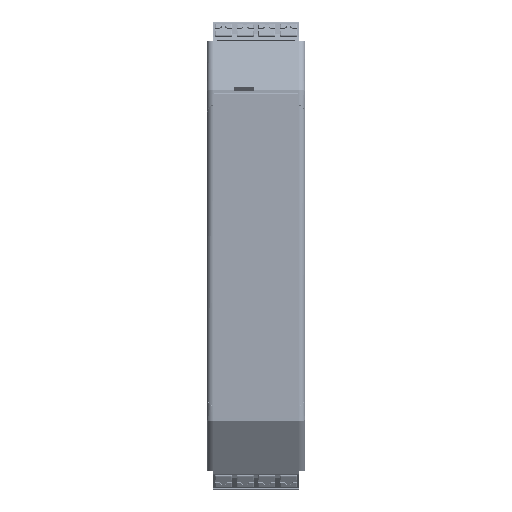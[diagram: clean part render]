
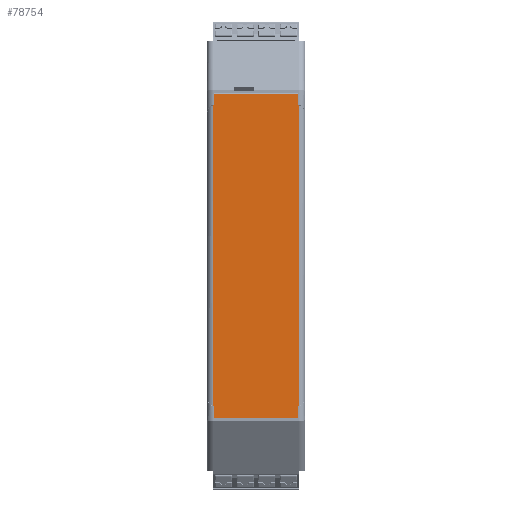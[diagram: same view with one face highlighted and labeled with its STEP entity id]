
A CAD part, top view. The second image highlights one B-rep face of the part: STEP entity #78754.
In plain terms, the highlighted face is planar.
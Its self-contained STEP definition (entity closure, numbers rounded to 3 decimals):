
#4920=VERTEX_POINT('',#110822);
#4921=VERTEX_POINT('',#110824);
#4939=VERTEX_POINT('',#110863);
#4945=VERTEX_POINT('',#110875);
#4952=VERTEX_POINT('',#110902);
#4954=VERTEX_POINT('',#110908);
#4960=VERTEX_POINT('',#110923);
#4961=VERTEX_POINT('',#110924);
#4962=VERTEX_POINT('',#110926);
#4963=VERTEX_POINT('',#110928);
#4964=VERTEX_POINT('',#110930);
#4965=VERTEX_POINT('',#110932);
#13332=VECTOR('',#90956,1.);
#13351=VECTOR('',#90988,1.);
#13362=VECTOR('',#91012,1.);
#13364=VECTOR('',#91018,1.);
#13369=VECTOR('',#91029,1.);
#13370=VECTOR('',#91030,1.);
#13371=VECTOR('',#91031,1.);
#13372=VECTOR('',#91032,1.);
#13373=VECTOR('',#91033,1.);
#13374=VECTOR('',#91034,1.);
#13375=VECTOR('',#91035,1.);
#13376=VECTOR('',#91036,1.);
#23587=LINE('',#110823,#13332);
#23606=LINE('',#110876,#13351);
#23617=LINE('',#110901,#13362);
#23619=LINE('',#110907,#13364);
#23624=LINE('',#110922,#13369);
#23625=LINE('',#110925,#13370);
#23626=LINE('',#110927,#13371);
#23627=LINE('',#110929,#13372);
#23628=LINE('',#110931,#13373);
#23629=LINE('',#110933,#13374);
#23630=LINE('',#110934,#13375);
#23631=LINE('',#110935,#13376);
#34094=EDGE_CURVE('',#4921,#4920,#23587,.T.);
#34119=EDGE_CURVE('',#4945,#4939,#23606,.T.);
#34133=EDGE_CURVE('',#4952,#4939,#23617,.T.);
#34136=EDGE_CURVE('',#4954,#4921,#23619,.T.);
#34143=EDGE_CURVE('',#4960,#4961,#23624,.T.);
#34144=EDGE_CURVE('',#4962,#4961,#23625,.T.);
#34145=EDGE_CURVE('',#4962,#4963,#23626,.T.);
#34146=EDGE_CURVE('',#4964,#4963,#23627,.T.);
#34147=EDGE_CURVE('',#4964,#4965,#23628,.T.);
#34148=EDGE_CURVE('',#4952,#4965,#23629,.T.);
#34149=EDGE_CURVE('',#4945,#4954,#23630,.T.);
#34150=EDGE_CURVE('',#4920,#4960,#23631,.T.);
#48375=ORIENTED_EDGE('',*,*,#34143,.T.);
#48376=ORIENTED_EDGE('',*,*,#34144,.F.);
#48377=ORIENTED_EDGE('',*,*,#34145,.T.);
#48378=ORIENTED_EDGE('',*,*,#34146,.F.);
#48379=ORIENTED_EDGE('',*,*,#34147,.T.);
#48380=ORIENTED_EDGE('',*,*,#34148,.F.);
#48381=ORIENTED_EDGE('',*,*,#34133,.T.);
#48382=ORIENTED_EDGE('',*,*,#34119,.F.);
#48383=ORIENTED_EDGE('',*,*,#34149,.T.);
#48384=ORIENTED_EDGE('',*,*,#34136,.T.);
#48385=ORIENTED_EDGE('',*,*,#34094,.T.);
#48386=ORIENTED_EDGE('',*,*,#34150,.T.);
#69256=EDGE_LOOP('',(#48375,#48376,#48377,#48378,#48379,#48380,#48381,#48382,
#48383,#48384,#48385,#48386));
#74016=FACE_BOUND('',#69256,.T.);
#78754=ADVANCED_FACE('',(#74016),#132433,.T.);
#83259=AXIS2_PLACEMENT_3D('',#110921,#91028,$);
#90956=DIRECTION('',(0.,0.,-1.));
#90988=DIRECTION('',(-1.,0.,0.));
#91012=DIRECTION('',(0.,0.,1.));
#91018=DIRECTION('',(1.,0.,0.));
#91028=DIRECTION('',(0.,1.,0.));
#91029=DIRECTION('',(0.,0.,-1.));
#91030=DIRECTION('',(1.,0.,0.));
#91031=DIRECTION('',(0.,0.,-1.));
#91032=DIRECTION('',(1.,0.,0.));
#91033=DIRECTION('',(0.,0.,1.));
#91034=DIRECTION('',(1.,0.,0.));
#91035=DIRECTION('',(0.,0.,1.));
#91036=DIRECTION('',(1.,0.,0.));
#110822=CARTESIAN_POINT('',(34.6,114.5,7.15));
#110823=CARTESIAN_POINT('',(34.6,114.5,8.8));
#110824=CARTESIAN_POINT('',(34.6,114.5,7.3));
#110863=CARTESIAN_POINT('',(-37.2,114.5,7.15));
#110875=CARTESIAN_POINT('',(-34.6,114.5,7.15));
#110876=CARTESIAN_POINT('',(-32.78,114.5,7.15));
#110901=CARTESIAN_POINT('',(-37.2,114.5,-7.25));
#110902=CARTESIAN_POINT('',(-37.2,114.5,-12.15));
#110907=CARTESIAN_POINT('',(-32.78,114.5,7.3));
#110908=CARTESIAN_POINT('',(-34.6,114.5,7.3));
#110921=CARTESIAN_POINT('',(-37.2,114.5,-10.772));
#110922=CARTESIAN_POINT('',(37.5,114.5,8.8));
#110923=CARTESIAN_POINT('',(37.5,114.5,7.15));
#110924=CARTESIAN_POINT('',(37.5,114.5,-12.15));
#110925=CARTESIAN_POINT('',(-32.78,114.5,-12.15));
#110926=CARTESIAN_POINT('',(34.6,114.5,-12.15));
#110927=CARTESIAN_POINT('',(34.6,114.5,8.8));
#110928=CARTESIAN_POINT('',(34.6,114.5,-12.3));
#110929=CARTESIAN_POINT('',(-32.78,114.5,-12.3));
#110930=CARTESIAN_POINT('',(-34.6,114.5,-12.3));
#110931=CARTESIAN_POINT('',(-34.6,114.5,8.8));
#110932=CARTESIAN_POINT('',(-34.6,114.5,-12.15));
#110933=CARTESIAN_POINT('',(-32.78,114.5,-12.15));
#110934=CARTESIAN_POINT('',(-34.6,114.5,8.8));
#110935=CARTESIAN_POINT('',(-32.78,114.5,7.15));
#132433=PLANE('',#83259);
